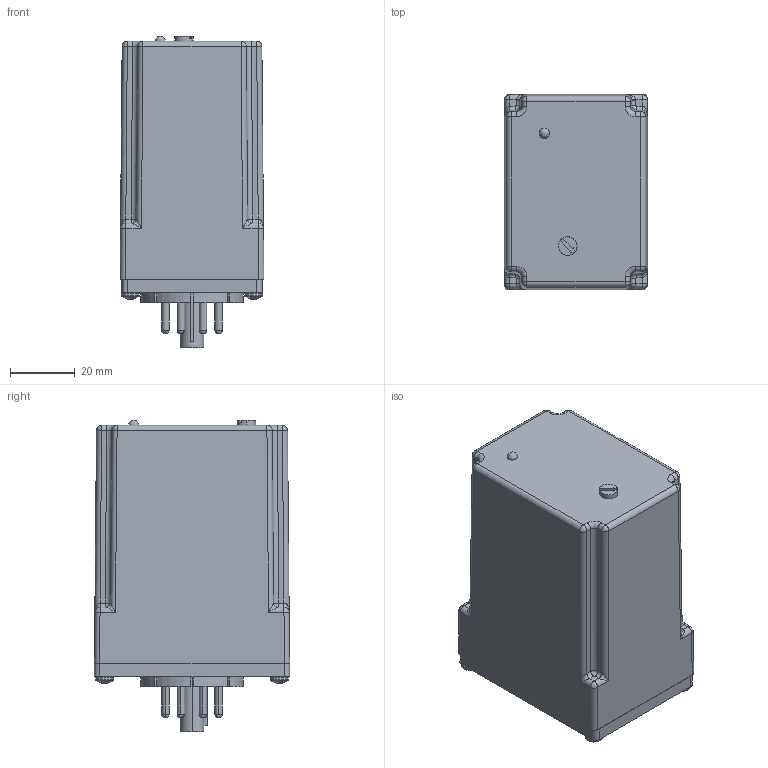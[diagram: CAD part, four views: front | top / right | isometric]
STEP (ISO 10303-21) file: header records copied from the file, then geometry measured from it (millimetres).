
FILE_DESCRIPTION (( 'STEP AP214' ), '1' );
FILE_NAME ('CLC1-D-120.STEP', '2021-07-20T22:24:09', ( '' ), ( '' ), 'SwSTEP 2.0', 'SolidWorks 2017', '' );
FILE_SCHEMA (( 'AUTOMOTIVE_DESIGN' ));
Length unit declared in the file: inch
Products named in the file (1): CLC1-D-120
Bounding box: 44.45 x 60.33 x 96.33 mm (x, y, z)
Volume: 200519 mm3; surface area: 28853.2 mm2
Topology: 16 solids, 16 shells, 706 faces, 1895 edges, 1200 vertices
Faces by surface type: cylinder 294, plane 229, bspline 135, cone 40, sphere 8
Entity records: 34023 total; most frequent: CARTESIAN_POINT 17935, ORIENTED_EDGE 3690, DIRECTION 2739, EDGE_CURVE 1845, VERTEX_POINT 1200, AXIS2_PLACEMENT_3D 964, LINE 811, VECTOR 811
